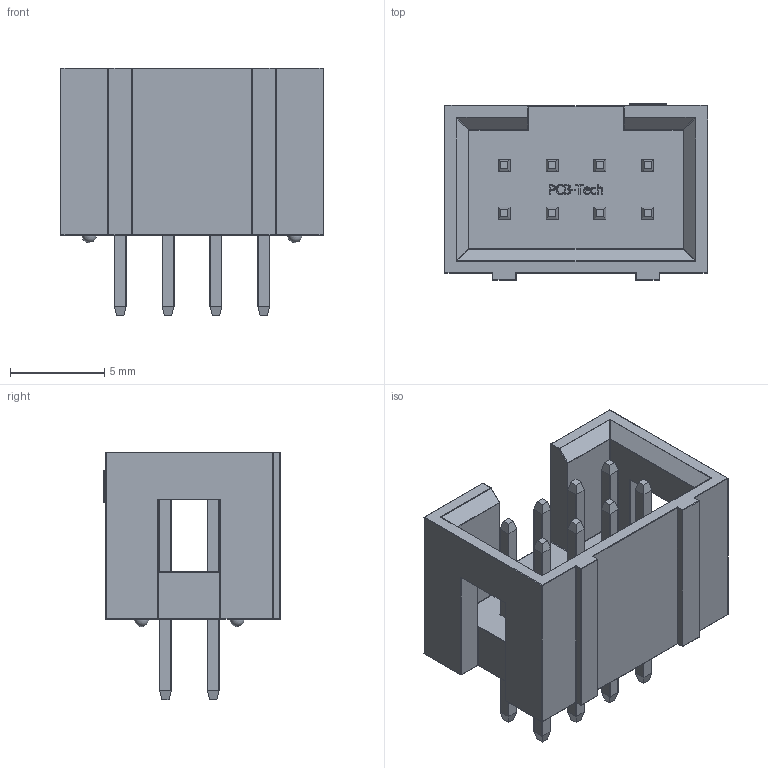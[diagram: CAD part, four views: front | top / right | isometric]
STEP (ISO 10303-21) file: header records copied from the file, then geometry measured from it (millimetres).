
FILE_DESCRIPTION(/* description */ (''),/* implementation_level */ '2;1');
FILE_NAME(/* name */ '8-Pin Shrouded Header (IDC) Straight.stp',/* time_stamp */ '2019-09-23T18:36:33+02:00',/* author */ ('Bernd das Brot'),/* organization */ (''),/* preprocessor_version */ 'ST-DEVELOPER v17.2',/* originating_system */ 'Autodesk Inventor 2019',/* authorisation */ '');
FILE_SCHEMA (('AUTOMOTIVE_DESIGN { 1 0 10303 214 3 1 1 }'));
Length unit declared in the file: millimetre
Products named in the file (3): 8-Pin Shrouded Header (IDC) Straight; Straight Contact; 8-Pin Shrouded Header Body
Assembly tree (9 placements, depth 2):
  8-Pin Shrouded Header (IDC) Straight
    Straight Contact  x8
    8-Pin Shrouded Header Body
Bounding box: 13.97 x 9.37 x 13.17 mm (x, y, z)
Volume: 583.9 mm3; surface area: 1119 mm2
Topology: 9 solids, 9 shells, 525 faces, 1311 edges, 813 vertices
Faces by surface type: plane 246, cylinder 141, bspline 80, sphere 37, torus 21
Entity records: 12431 total; most frequent: CARTESIAN_POINT 3258, ORIENTED_EDGE 1942, DIRECTION 1746, EDGE_CURVE 971, VERTEX_POINT 589, AXIS2_PLACEMENT_3D 588, LINE 570, VECTOR 570
